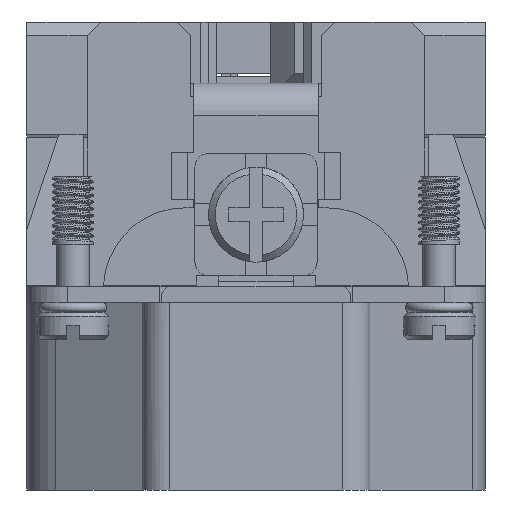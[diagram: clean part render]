
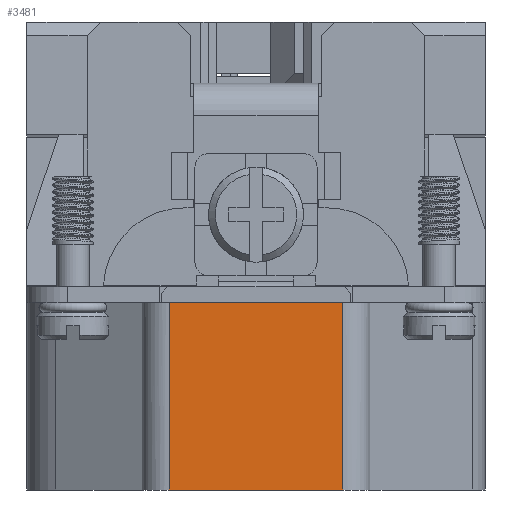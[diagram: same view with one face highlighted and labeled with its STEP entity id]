
A CAD part, left-side view. The second image highlights one B-rep face of the part: STEP entity #3481.
In plain terms, the highlighted planar face has unit normal (-1, 0, 0).
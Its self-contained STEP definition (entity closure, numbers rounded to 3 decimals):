
#3481=ADVANCED_FACE('',(#7557),#5900,.T.);
#5900=PLANE('',#51062);
#7557=FACE_OUTER_BOUND('',#10201,.T.);
#10201=EDGE_LOOP('',(#17305,#17306,#17307,#17308));
#17305=ORIENTED_EDGE('',*,*,#33114,.T.);
#17306=ORIENTED_EDGE('',*,*,#35247,.T.);
#17307=ORIENTED_EDGE('',*,*,#35248,.F.);
#17308=ORIENTED_EDGE('',*,*,#35246,.F.);
#28286=VERTEX_POINT('',#66524);
#28287=VERTEX_POINT('',#66526);
#29831=VERTEX_POINT('',#70885);
#29832=VERTEX_POINT('',#70890);
#33114=EDGE_CURVE('',#28287,#28286,#40291,.T.);
#35246=EDGE_CURVE('',#28287,#29831,#41989,.T.);
#35247=EDGE_CURVE('',#28286,#29832,#41990,.T.);
#35248=EDGE_CURVE('',#29831,#29832,#41991,.T.);
#40291=LINE('',#66525,#45142);
#41989=LINE('',#70887,#46840);
#41990=LINE('',#70889,#46841);
#41991=LINE('',#70891,#46842);
#45142=VECTOR('',#53905,1.);
#46840=VECTOR('',#57841,1.);
#46841=VECTOR('',#57844,1.);
#46842=VECTOR('',#57845,1.);
#51062=AXIS2_PLACEMENT_3D('',#70892,#57846,#57847);
#53905=DIRECTION('',(0.,1.,0.));
#57841=DIRECTION('',(0.,0.,-1.));
#57844=DIRECTION('',(0.,0.,-1.));
#57845=DIRECTION('',(0.,1.,0.));
#57846=DIRECTION('',(-1.,0.,0.));
#57847=DIRECTION('',(0.,0.,-1.));
#66524=CARTESIAN_POINT('',(32.836,35.929,-16.8));
#66525=CARTESIAN_POINT('',(32.836,39.729,-16.8));
#66526=CARTESIAN_POINT('',(32.836,23.129,-16.8));
#70885=CARTESIAN_POINT('',(32.836,23.129,-30.6));
#70887=CARTESIAN_POINT('',(32.836,23.129,-15.6));
#70889=CARTESIAN_POINT('',(32.836,35.929,-15.6));
#70890=CARTESIAN_POINT('',(32.836,35.929,-30.6));
#70891=CARTESIAN_POINT('',(32.836,23.079,-30.6));
#70892=CARTESIAN_POINT('',(32.836,23.079,-15.6));
